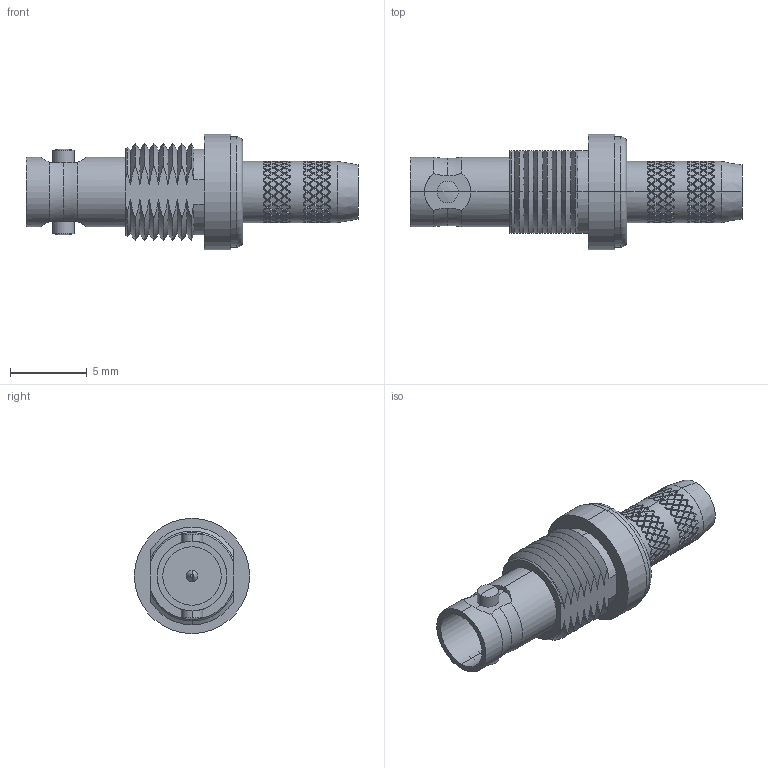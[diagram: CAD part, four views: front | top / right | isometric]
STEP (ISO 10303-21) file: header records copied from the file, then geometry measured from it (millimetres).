
FILE_DESCRIPTION (( 'STEP AP214' ), '1' );
FILE_NAME ('V7C00008.STEP', '2018-10-26T13:41:37', ( '' ), ( '' ), 'SwSTEP 2.0', 'SolidWorks 2017', '' );
FILE_SCHEMA (( 'AUTOMOTIVE_DESIGN' ));
Length unit declared in the file: inch
Products named in the file (1): V7C00008
Bounding box: 21.62 x 7.5 x 7.5 mm (x, y, z)
Volume: 310.2 mm3; surface area: 641 mm2
Topology: 1 solids, 1 shells, 1361 faces, 2968 edges, 1618 vertices
Faces by surface type: bspline 960, cylinder 181, plane 156, cone 52, torus 6, sphere 6
Entity records: 41926 total; most frequent: CARTESIAN_POINT 22616, ORIENTED_EDGE 5936, EDGE_CURVE 2968, DIRECTION 1713, VERTEX_POINT 1618, EDGE_LOOP 1370, FACE_OUTER_BOUND 1361, ADVANCED_FACE 1361
